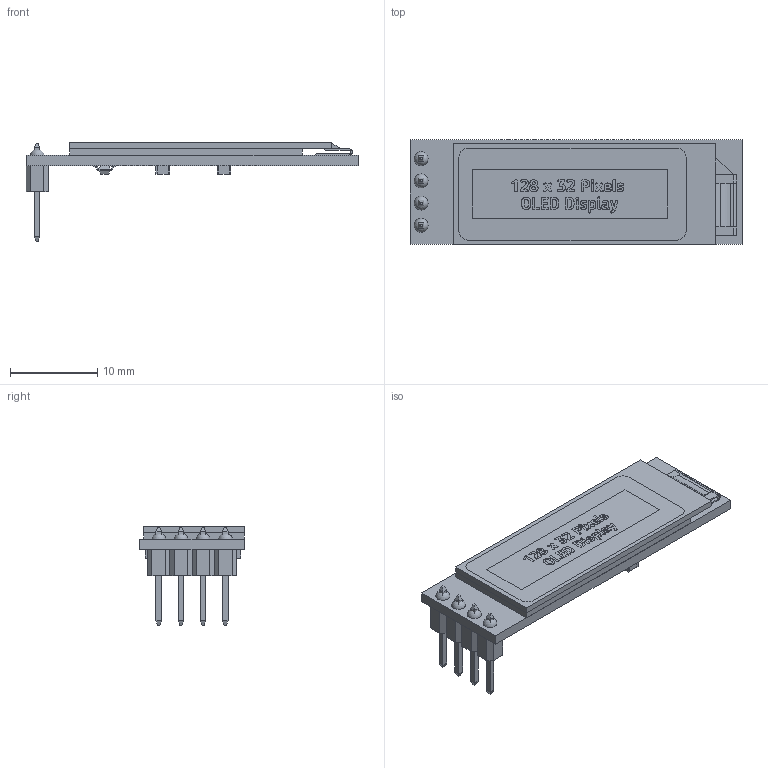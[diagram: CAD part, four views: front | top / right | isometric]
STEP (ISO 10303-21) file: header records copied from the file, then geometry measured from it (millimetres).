
FILE_DESCRIPTION(('FreeCAD Model'),'2;1');
FILE_NAME('Open CASCADE Shape Model','2023-01-07T16:45:59',(''),(''), 'Open CASCADE STEP processor 7.6','FreeCAD','Unknown');
FILE_SCHEMA(('AUTOMOTIVE_DESIGN { 1 0 10303 214 1 1 1 1 }'));
Length unit declared in the file: millimetre
Products named in the file (17): Unnamed1; Board_001; 1x4 Male Header_001; 0603 Capacitor_001; 0603 Capacitor_002; 0603 Capacitor_003; 0603 Capacitor_004; 0603 Capacitor_005; 0603 Capacitor_006; 0603 Capacitor_007; 0603 Capacitor_008; 0603 Resistor_001; 0603 Resistor_002; 0603 Resistor_003; 0603 Resistor_004; 0603 Resistor_005; Surface Mount Transistor_001
Assembly tree (16 placements, depth 2):
  Unnamed1
    Board_001
    1x4 Male Header_001
    0603 Capacitor_001
    0603 Capacitor_002
    0603 Capacitor_003
    0603 Capacitor_004
    0603 Capacitor_005
    0603 Capacitor_006
    0603 Capacitor_007
    0603 Capacitor_008
    0603 Resistor_001
    0603 Resistor_002
    0603 Resistor_003
    0603 Resistor_004
    0603 Resistor_005
    Surface Mount Transistor_001
Bounding box: 38 x 12 x 11.26 mm (x, y, z)
Volume: 1108.7 mm3; surface area: 3351.5 mm2
Topology: 90 solids, 94 shells, 2008 faces, 5430 edges, 3606 vertices
Faces by surface type: extrusion 1286, plane 687, cylinder 31, sphere 4
Full cylindrical faces by diameter (mm): 0.9 x4
Entity records: 149413 total; most frequent: CARTESIAN_POINT 34951, DIRECTION 13931, VECTOR 12276, LINE 10990, ORIENTED_EDGE 10852, PCURVE 10852, DEFINITIONAL_REPRESENTATION 10852, B_SPLINE_CURVE_WITH_KNOTS 6438
